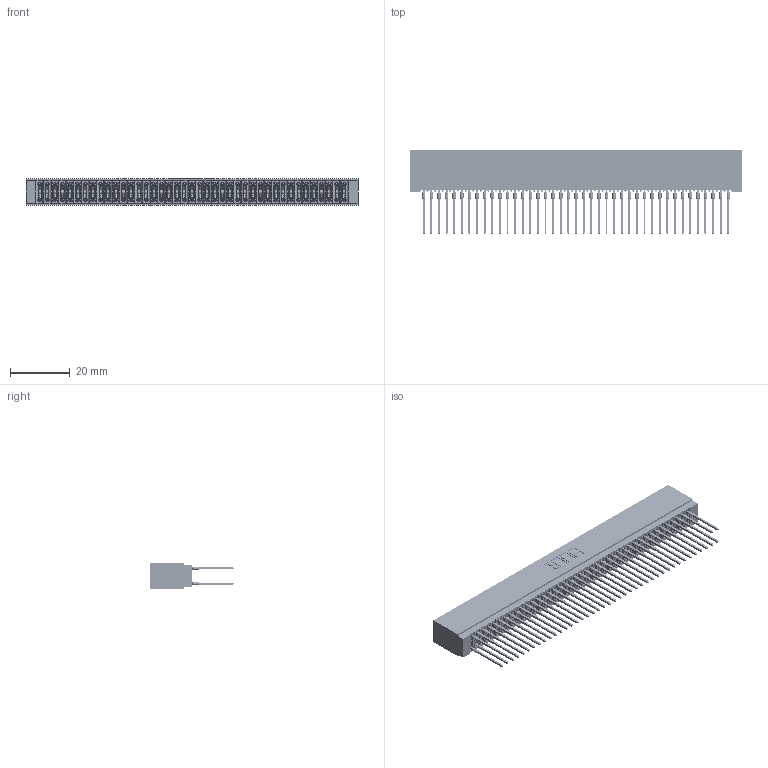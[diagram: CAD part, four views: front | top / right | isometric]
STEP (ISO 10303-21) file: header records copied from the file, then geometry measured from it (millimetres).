
FILE_DESCRIPTION (( 'STEP AP203' ), '1' );
FILE_NAME ('725-082-540-201.STEP', '2026-02-24T19:07:04', ( '' ), ( '' ), 'SwSTEP 2.0', 'SolidWorks 2023', '' );
FILE_SCHEMA (( 'CONFIG_CONTROL_DESIGN' ));
Length unit declared in the file: millimetre
Products named in the file (3): 725-082-540-201; 725 Part_Insulator Option - 01; 745-292-001_540
Assembly tree (83 placements, depth 2):
  725-082-540-201
    725 Part_Insulator Option - 01
    745-292-001_540  x82
Bounding box: 110.74 x 28.21 x 8.89 mm (x, y, z)
Volume: 9029.4 mm3; surface area: 20002.7 mm2
Topology: 83 solids, 83 shells, 7434 faces, 19975 edges, 12550 vertices
Faces by surface type: plane 3827, bspline 1640, cylinder 1475, torus 492
Entity records: 69125 total; most frequent: CARTESIAN_POINT 12491, ORIENTED_EDGE 11924, DIRECTION 10420, EDGE_CURVE 5962, LINE 5534, VECTOR 5534, VERTEX_POINT 3802, AXIS2_PLACEMENT_3D 2443
